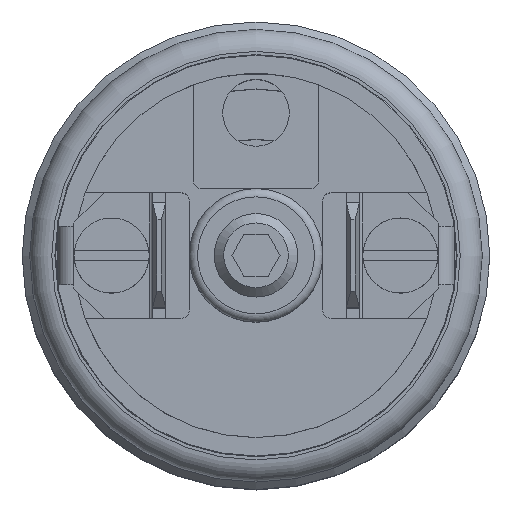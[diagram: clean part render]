
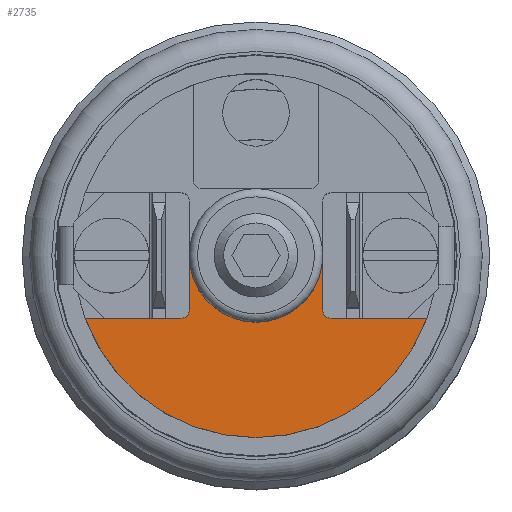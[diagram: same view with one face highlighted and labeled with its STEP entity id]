
A CAD part, top view. The second image highlights one B-rep face of the part: STEP entity #2735.
In plain terms, the highlighted planar face has unit normal (0, 0, 1).
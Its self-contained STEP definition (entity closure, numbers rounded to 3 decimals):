
#51=LINE('',#4214,#266);
#52=LINE('',#4216,#267);
#53=LINE('',#4220,#268);
#54=LINE('',#4224,#269);
#266=VECTOR('',#3361,3.255);
#267=VECTOR('',#3362,3.255);
#268=VECTOR('',#3365,5.733);
#269=VECTOR('',#3368,5.733);
#660=FACE_OUTER_BOUND('',#862,.T.);
#862=EDGE_LOOP('',(#1943,#1944,#1945,#1946,#1947,#1948,#1949,#1950));
#1105=CIRCLE('',#2934,4.);
#1113=CIRCLE('',#2953,0.5);
#1114=CIRCLE('',#2954,10.9);
#1115=CIRCLE('',#2955,0.5);
#1249=VERTEX_POINT('',#4150);
#1251=VERTEX_POINT('',#4153);
#1271=VERTEX_POINT('',#4213);
#1272=VERTEX_POINT('',#4215);
#1273=VERTEX_POINT('',#4217);
#1274=VERTEX_POINT('',#4219);
#1275=VERTEX_POINT('',#4221);
#1276=VERTEX_POINT('',#4223);
#1508=EDGE_CURVE('',#1251,#1249,#1105,.T.);
#1536=EDGE_CURVE('',#1249,#1271,#51,.T.);
#1537=EDGE_CURVE('',#1272,#1251,#52,.T.);
#1538=EDGE_CURVE('',#1273,#1272,#1113,.T.);
#1539=EDGE_CURVE('',#1274,#1273,#53,.T.);
#1540=EDGE_CURVE('',#1274,#1275,#1114,.T.);
#1541=EDGE_CURVE('',#1276,#1275,#54,.T.);
#1542=EDGE_CURVE('',#1271,#1276,#1115,.T.);
#1943=ORIENTED_EDGE('',*,*,#1536,.F.);
#1944=ORIENTED_EDGE('',*,*,#1508,.F.);
#1945=ORIENTED_EDGE('',*,*,#1537,.F.);
#1946=ORIENTED_EDGE('',*,*,#1538,.F.);
#1947=ORIENTED_EDGE('',*,*,#1539,.F.);
#1948=ORIENTED_EDGE('',*,*,#1540,.T.);
#1949=ORIENTED_EDGE('',*,*,#1541,.F.);
#1950=ORIENTED_EDGE('',*,*,#1542,.F.);
#2611=PLANE('',#2952);
#2735=ADVANCED_FACE('',(#660),#2611,.T.);
#2934=AXIS2_PLACEMENT_3D('',#4155,#3303,#3304);
#2952=AXIS2_PLACEMENT_3D('',#4212,#3359,#3360);
#2953=AXIS2_PLACEMENT_3D('',#4218,#3363,#3364);
#2954=AXIS2_PLACEMENT_3D('',#4222,#3366,#3367);
#2955=AXIS2_PLACEMENT_3D('',#4225,#3369,#3370);
#3303=DIRECTION('center_axis',(0.,0.,1.));
#3304=DIRECTION('ref_axis',(1.,0.,0.));
#3359=DIRECTION('center_axis',(0.,0.,1.));
#3360=DIRECTION('ref_axis',(1.,0.,0.));
#3361=DIRECTION('',(0.,-1.,0.));
#3362=DIRECTION('',(0.,1.,0.));
#3363=DIRECTION('center_axis',(0.,0.,1.));
#3364=DIRECTION('ref_axis',(1.,0.,0.));
#3365=DIRECTION('',(1.,0.,0.));
#3366=DIRECTION('center_axis',(0.,0.,1.));
#3367=DIRECTION('ref_axis',(1.,0.,0.));
#3368=DIRECTION('',(1.,0.,0.));
#3369=DIRECTION('center_axis',(0.,0.,1.));
#3370=DIRECTION('ref_axis',(1.,0.,0.));
#4150=CARTESIAN_POINT('',(4.,0.,47.4));
#4153=CARTESIAN_POINT('',(-4.,0.,47.4));
#4155=CARTESIAN_POINT('Origin',(0.,0.,47.4));
#4212=CARTESIAN_POINT('Origin',(4.,0.,47.4));
#4213=CARTESIAN_POINT('',(4.,-3.255,47.4));
#4214=CARTESIAN_POINT('',(4.,-3.255,47.4));
#4215=CARTESIAN_POINT('',(-4.,-3.255,47.4));
#4216=CARTESIAN_POINT('',(-4.,0.,47.4));
#4217=CARTESIAN_POINT('',(-4.5,-3.755,47.4));
#4218=CARTESIAN_POINT('Origin',(-4.5,-3.255,47.4));
#4219=CARTESIAN_POINT('',(-10.233,-3.755,47.4));
#4220=CARTESIAN_POINT('',(-4.5,-3.755,47.4));
#4221=CARTESIAN_POINT('',(10.233,-3.755,47.4));
#4222=CARTESIAN_POINT('Origin',(0.,0.,47.4));
#4223=CARTESIAN_POINT('',(4.5,-3.755,47.4));
#4224=CARTESIAN_POINT('',(10.233,-3.755,47.4));
#4225=CARTESIAN_POINT('Origin',(4.5,-3.255,47.4));
